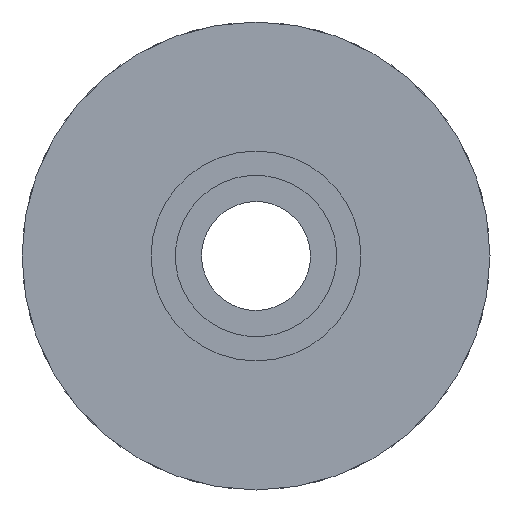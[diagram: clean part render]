
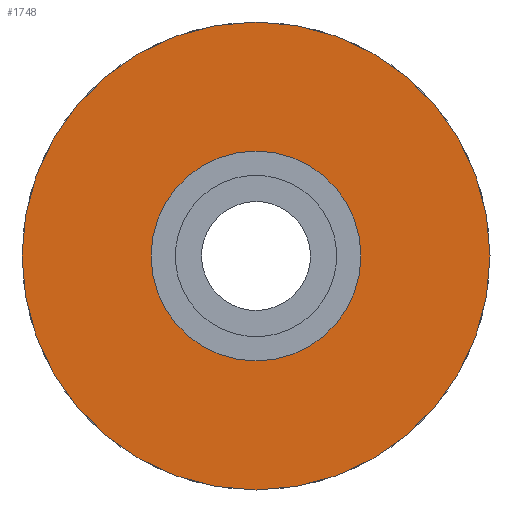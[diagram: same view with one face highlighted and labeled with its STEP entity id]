
A CAD part, front view. The second image highlights one B-rep face of the part: STEP entity #1748.
In plain terms, the highlighted planar face has unit normal (0, -1, 0).
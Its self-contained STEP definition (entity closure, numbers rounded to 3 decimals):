
#153 = CIRCLE ( 'NONE', #1580, 13. ) ;
#267 = CARTESIAN_POINT ( 'NONE',  ( 0., -44.035, 0. ) ) ;
#338 = VERTEX_POINT ( 'NONE', #1273 ) ;
#346 = AXIS2_PLACEMENT_3D ( 'NONE', #783, #1119, #1277 ) ;
#372 = VERTEX_POINT ( 'NONE', #655 ) ;
#456 = ORIENTED_EDGE ( 'NONE', *, *, #1504, .F. ) ;
#462 = DIRECTION ( 'NONE',  ( -1., 0., 0. ) ) ;
#635 = EDGE_CURVE ( 'NONE', #1247, #338, #658, .T. ) ;
#655 = CARTESIAN_POINT ( 'NONE',  ( -13., -44.035, 0. ) ) ;
#658 = CIRCLE ( 'NONE', #1658, 29. ) ;
#724 = EDGE_LOOP ( 'NONE', ( #906, #1106 ) ) ;
#740 = EDGE_CURVE ( 'NONE', #971, #372, #153, .T. ) ;
#777 = DIRECTION ( 'NONE',  ( 0., 1., 0. ) ) ;
#783 = CARTESIAN_POINT ( 'NONE',  ( 13., -44.035, 0. ) ) ;
#802 = CARTESIAN_POINT ( 'NONE',  ( 0., -44.035, 0. ) ) ;
#804 = FACE_OUTER_BOUND ( 'NONE', #1996, .T. ) ;
#906 = ORIENTED_EDGE ( 'NONE', *, *, #1900, .T. ) ;
#921 = DIRECTION ( 'NONE',  ( -1., 0., 0. ) ) ;
#934 = AXIS2_PLACEMENT_3D ( 'NONE', #267, #1417, #921 ) ;
#962 = FACE_BOUND ( 'NONE', #724, .T. ) ;
#971 = VERTEX_POINT ( 'NONE', #2098 ) ;
#1043 = CARTESIAN_POINT ( 'NONE',  ( 29., -44.035, 0. ) ) ;
#1070 = ORIENTED_EDGE ( 'NONE', *, *, #635, .F. ) ;
#1086 = DIRECTION ( 'NONE',  ( -1., 0., 0. ) ) ;
#1106 = ORIENTED_EDGE ( 'NONE', *, *, #740, .T. ) ;
#1119 = DIRECTION ( 'NONE',  ( 0., 1., 0. ) ) ;
#1247 = VERTEX_POINT ( 'NONE', #1043 ) ;
#1273 = CARTESIAN_POINT ( 'NONE',  ( -29., -44.035, 0. ) ) ;
#1277 = DIRECTION ( 'NONE',  ( -1., 0., 0. ) ) ;
#1287 = CARTESIAN_POINT ( 'NONE',  ( 0., -44.035, 0. ) ) ;
#1288 = CIRCLE ( 'NONE', #1607, 13. ) ;
#1417 = DIRECTION ( 'NONE',  ( 0., 1., 0. ) ) ;
#1453 = DIRECTION ( 'NONE',  ( 0., 1., 0. ) ) ;
#1504 = EDGE_CURVE ( 'NONE', #338, #1247, #2129, .T. ) ;
#1580 = AXIS2_PLACEMENT_3D ( 'NONE', #802, #1453, #462 ) ;
#1607 = AXIS2_PLACEMENT_3D ( 'NONE', #1287, #1971, #2131 ) ;
#1614 = PLANE ( 'NONE',  #346 ) ;
#1658 = AXIS2_PLACEMENT_3D ( 'NONE', #1729, #777, #1086 ) ;
#1729 = CARTESIAN_POINT ( 'NONE',  ( 0., -44.035, 0. ) ) ;
#1748 = ADVANCED_FACE ( 'NONE', ( #804, #962 ), #1614, .F. ) ;
#1900 = EDGE_CURVE ( 'NONE', #372, #971, #1288, .T. ) ;
#1971 = DIRECTION ( 'NONE',  ( 0., 1., 0. ) ) ;
#1996 = EDGE_LOOP ( 'NONE', ( #456, #1070 ) ) ;
#2098 = CARTESIAN_POINT ( 'NONE',  ( 13., -44.035, 0. ) ) ;
#2129 = CIRCLE ( 'NONE', #934, 29. ) ;
#2131 = DIRECTION ( 'NONE',  ( -1., 0., 0. ) ) ;
